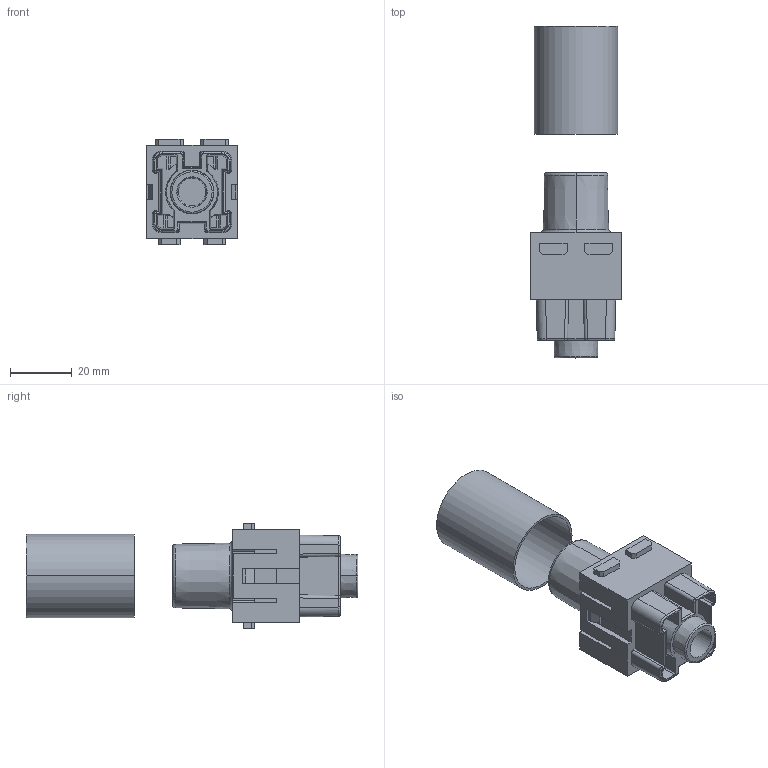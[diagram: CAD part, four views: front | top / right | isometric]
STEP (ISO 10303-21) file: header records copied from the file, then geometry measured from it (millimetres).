
FILE_DESCRIPTION((''),'2;1');
FILE_NAME('3D_1290010210101_H2MK-001_1-F_2','2017-06-06T',('tl.yang'),(''),'PRO/ENGINEER BY PARAMETRIC TECHNOLOGY CORPORATION, 2011500','PRO/ENGINEER BY PARAMETRIC TECHNOLOGY CORPORATION, 2011500','');
FILE_SCHEMA(('CONFIG_CONTROL_DESIGN'));
Length unit declared in the file: millimetre
Products named in the file (1): 3D_1290010210101_H2MK-001_1-F_2
Bounding box: 29.35 x 107.4 x 34.2 mm (x, y, z)
Volume: 27172.6 mm3; surface area: 23118.9 mm2
Topology: 2 solids, 3 shells, 506 faces, 1496 edges, 986 vertices
Faces by surface type: plane 248, cylinder 132, cone 66, bspline 38, torus 22
Entity records: 18553 total; most frequent: CARTESIAN_POINT 5111, ORIENTED_EDGE 2992, DIRECTION 2660, EDGE_CURVE 1496, VERTEX_POINT 986, AXIS2_PLACEMENT_3D 952, VECTOR 756, LINE 756
